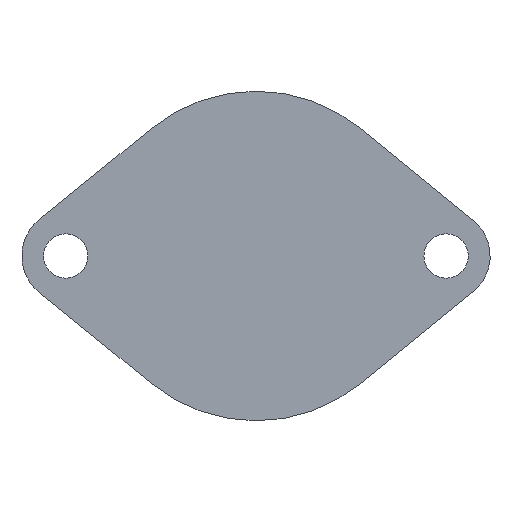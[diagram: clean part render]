
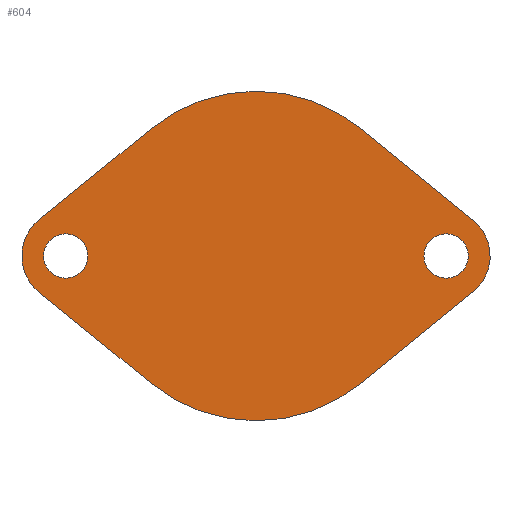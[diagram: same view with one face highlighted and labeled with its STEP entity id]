
A CAD part, front view. The second image highlights one B-rep face of the part: STEP entity #604.
In plain terms, the highlighted planar face has unit normal (0, -1, 0).
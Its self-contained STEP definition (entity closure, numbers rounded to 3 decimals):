
#24=FACE_BOUND('',#116,.T.);
#25=FACE_BOUND('',#117,.T.);
#37=PLANE('',#708);
#73=FACE_OUTER_BOUND('',#115,.T.);
#115=EDGE_LOOP('',(#508,#509,#510,#511,#512,#513,#514,#515));
#116=EDGE_LOOP('',(#516,#517));
#117=EDGE_LOOP('',(#518,#519));
#130=LINE('',#966,#158);
#133=LINE('',#974,#161);
#139=LINE('',#1048,#167);
#143=LINE('',#1059,#171);
#158=VECTOR('',#777,10.);
#161=VECTOR('',#786,10.);
#167=VECTOR('',#872,10.);
#171=VECTOR('',#886,10.);
#191=CIRCLE('',#651,26.);
#192=CIRCLE('',#654,7.18);
#220=CIRCLE('',#697,7.456);
#221=CIRCLE('',#699,26.);
#222=CIRCLE('',#702,3.5);
#223=CIRCLE('',#703,3.5);
#224=CIRCLE('',#705,3.5);
#225=CIRCLE('',#706,3.5);
#243=VERTEX_POINT('',#958);
#244=VERTEX_POINT('',#960);
#245=VERTEX_POINT('',#964);
#246=VERTEX_POINT('',#968);
#247=VERTEX_POINT('',#972);
#275=VERTEX_POINT('',#1047);
#276=VERTEX_POINT('',#1051);
#277=VERTEX_POINT('',#1055);
#278=VERTEX_POINT('',#1061);
#279=VERTEX_POINT('',#1062);
#280=VERTEX_POINT('',#1067);
#281=VERTEX_POINT('',#1068);
#308=EDGE_CURVE('',#244,#243,#191,.T.);
#311=EDGE_CURVE('',#243,#245,#130,.T.);
#313=EDGE_CURVE('',#245,#246,#192,.T.);
#315=EDGE_CURVE('',#246,#247,#133,.T.);
#348=EDGE_CURVE('',#275,#244,#139,.T.);
#350=EDGE_CURVE('',#276,#275,#220,.T.);
#353=EDGE_CURVE('',#247,#277,#221,.T.);
#354=EDGE_CURVE('',#277,#276,#143,.T.);
#355=EDGE_CURVE('',#278,#279,#222,.T.);
#356=EDGE_CURVE('',#279,#278,#223,.T.);
#358=EDGE_CURVE('',#280,#281,#224,.T.);
#359=EDGE_CURVE('',#281,#280,#225,.T.);
#508=ORIENTED_EDGE('',*,*,#350,.T.);
#509=ORIENTED_EDGE('',*,*,#348,.T.);
#510=ORIENTED_EDGE('',*,*,#308,.T.);
#511=ORIENTED_EDGE('',*,*,#311,.T.);
#512=ORIENTED_EDGE('',*,*,#313,.T.);
#513=ORIENTED_EDGE('',*,*,#315,.T.);
#514=ORIENTED_EDGE('',*,*,#353,.T.);
#515=ORIENTED_EDGE('',*,*,#354,.T.);
#516=ORIENTED_EDGE('',*,*,#355,.T.);
#517=ORIENTED_EDGE('',*,*,#356,.T.);
#518=ORIENTED_EDGE('',*,*,#358,.T.);
#519=ORIENTED_EDGE('',*,*,#359,.T.);
#604=ADVANCED_FACE('',(#73,#24,#25),#37,.T.);
#651=AXIS2_PLACEMENT_3D('',#961,#771,#772);
#654=AXIS2_PLACEMENT_3D('',#970,#781,#782);
#697=AXIS2_PLACEMENT_3D('',#1052,#876,#877);
#699=AXIS2_PLACEMENT_3D('',#1057,#882,#883);
#702=AXIS2_PLACEMENT_3D('',#1063,#889,#890);
#703=AXIS2_PLACEMENT_3D('',#1064,#891,#892);
#705=AXIS2_PLACEMENT_3D('',#1069,#896,#897);
#706=AXIS2_PLACEMENT_3D('',#1070,#898,#899);
#708=AXIS2_PLACEMENT_3D('',#1074,#904,#905);
#771=DIRECTION('center_axis',(0.,-1.,0.));
#772=DIRECTION('ref_axis',(0.629,0.,0.777));
#777=DIRECTION('',(0.775,0.,0.632));
#781=DIRECTION('center_axis',(0.,-1.,0.));
#782=DIRECTION('ref_axis',(-0.632,0.,0.775));
#786=DIRECTION('',(-0.775,0.,0.632));
#872=DIRECTION('',(0.777,0.,-0.629));
#876=DIRECTION('center_axis',(0.,-1.,0.));
#877=DIRECTION('ref_axis',(0.629,0.,-0.777));
#882=DIRECTION('center_axis',(0.,-1.,0.));
#883=DIRECTION('ref_axis',(-0.632,0.,-0.775));
#886=DIRECTION('',(-0.777,0.,-0.629));
#889=DIRECTION('center_axis',(0.,1.,0.));
#890=DIRECTION('ref_axis',(1.,0.,0.));
#891=DIRECTION('center_axis',(0.,1.,0.));
#892=DIRECTION('ref_axis',(1.,0.,0.));
#896=DIRECTION('center_axis',(0.,1.,0.));
#897=DIRECTION('ref_axis',(1.,0.,0.));
#898=DIRECTION('center_axis',(0.,1.,0.));
#899=DIRECTION('ref_axis',(1.,0.,0.));
#904=DIRECTION('center_axis',(0.,-1.,0.));
#905=DIRECTION('ref_axis',(0.,0.,-1.));
#958=CARTESIAN_POINT('',(16.438,-12.024,-20.144));
#960=CARTESIAN_POINT('',(-16.359,-12.024,-20.209));
#961=CARTESIAN_POINT('Origin',(0.,-12.024,0.));
#964=CARTESIAN_POINT('',(34.306,-12.024,-5.563));
#966=CARTESIAN_POINT('',(25.372,-12.024,-12.854));
#968=CARTESIAN_POINT('',(34.306,-12.024,5.563));
#970=CARTESIAN_POINT('Origin',(29.766,-12.024,0.));
#972=CARTESIAN_POINT('',(16.438,-12.024,20.144));
#974=CARTESIAN_POINT('',(16.438,-12.024,20.144));
#1047=CARTESIAN_POINT('',(-34.164,-12.024,-5.796));
#1048=CARTESIAN_POINT('',(-16.359,-12.024,-20.209));
#1051=CARTESIAN_POINT('',(-34.164,-12.024,5.796));
#1052=CARTESIAN_POINT('Origin',(-29.473,-12.024,0.));
#1055=CARTESIAN_POINT('',(-16.359,-12.024,20.209));
#1057=CARTESIAN_POINT('Origin',(0.,-12.024,
0.));
#1059=CARTESIAN_POINT('',(-25.261,-12.024,13.002));
#1061=CARTESIAN_POINT('',(-26.5,-12.024,0.));
#1062=CARTESIAN_POINT('',(-33.5,-12.024,0.));
#1063=CARTESIAN_POINT('Origin',(-30.,-12.024,0.));
#1064=CARTESIAN_POINT('Origin',(-30.,-12.024,0.));
#1067=CARTESIAN_POINT('',(33.5,-12.024,0.));
#1068=CARTESIAN_POINT('',(26.5,-12.024,0.));
#1069=CARTESIAN_POINT('Origin',(30.,-12.024,0.));
#1070=CARTESIAN_POINT('Origin',(30.,-12.024,0.));
#1074=CARTESIAN_POINT('Origin',(0.,-12.024,
0.));
